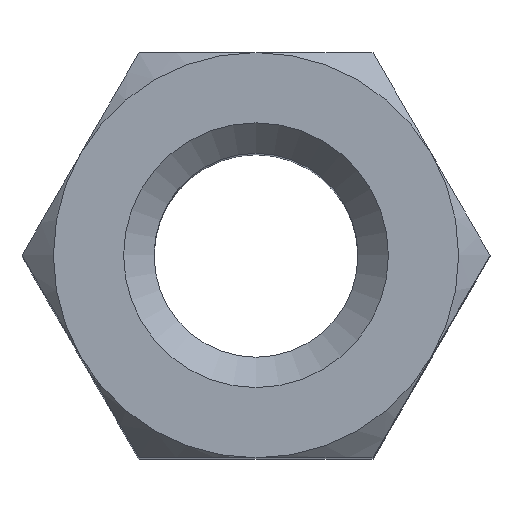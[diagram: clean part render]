
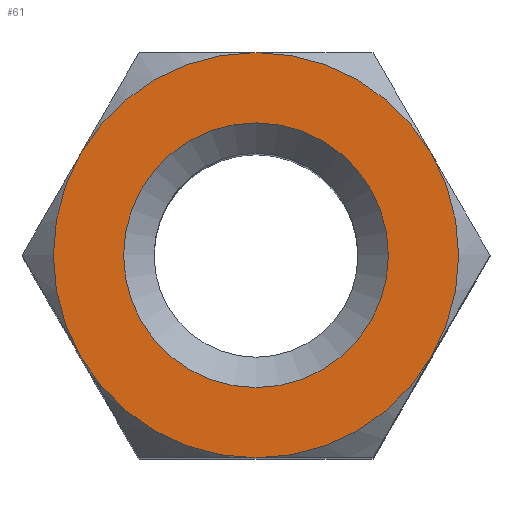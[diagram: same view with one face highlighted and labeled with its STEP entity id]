
A CAD part, top view. The second image highlights one B-rep face of the part: STEP entity #61.
In plain terms, the highlighted planar face has unit normal (0, 0, 1).
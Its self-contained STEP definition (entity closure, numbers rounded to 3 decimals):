
#61 = ADVANCED_FACE( '', ( #131, #132 ), #133, .T. );
#131 = FACE_BOUND( '', #212, .T. );
#132 = FACE_OUTER_BOUND( '', #213, .T. );
#133 = PLANE( '', #214 );
#212 = EDGE_LOOP( '', ( #318 ) );
#213 = EDGE_LOOP( '', ( #319, #320, #321, #322, #323, #324 ) );
#214 = AXIS2_PLACEMENT_3D( '', #325, #326, #327 );
#318 = ORIENTED_EDGE( '', *, *, #479, .T. );
#319 = ORIENTED_EDGE( '', *, *, #461, .F. );
#320 = ORIENTED_EDGE( '', *, *, #480, .F. );
#321 = ORIENTED_EDGE( '', *, *, #468, .F. );
#322 = ORIENTED_EDGE( '', *, *, #481, .T. );
#323 = ORIENTED_EDGE( '', *, *, #450, .F. );
#324 = ORIENTED_EDGE( '', *, *, #482, .F. );
#325 = CARTESIAN_POINT( '', ( 0., 0., 4.5 ) );
#326 = DIRECTION( '', ( 0., 0., 1. ) );
#327 = DIRECTION( '', ( 1., 0., 0. ) );
#450 = EDGE_CURVE( '', #519, #520, #521, .F. );
#461 = EDGE_CURVE( '', #531, #539, #540, .F. );
#468 = EDGE_CURVE( '', #550, #551, #552, .F. );
#479 = EDGE_CURVE( '', #567, #567, #568, .T. );
#480 = EDGE_CURVE( '', #551, #531, #569, .F. );
#481 = EDGE_CURVE( '', #550, #520, #570, .T. );
#482 = EDGE_CURVE( '', #539, #519, #571, .F. );
#519 = VERTEX_POINT( '', #616 );
#520 = VERTEX_POINT( '', #617 );
#521 = CIRCLE( '', #618, 2. );
#531 = VERTEX_POINT( '', #648 );
#539 = VERTEX_POINT( '', #674 );
#540 = CIRCLE( '', #675, 2. );
#550 = VERTEX_POINT( '', #700 );
#551 = VERTEX_POINT( '', #701 );
#552 = CIRCLE( '', #702, 2. );
#567 = VERTEX_POINT( '', #746 );
#568 = CIRCLE( '', #747, 1.307 );
#569 = CIRCLE( '', #748, 2. );
#570 = CIRCLE( '', #749, 2. );
#571 = CIRCLE( '', #750, 2. );
#616 = CARTESIAN_POINT( '', ( -1.732, -1., 4.5 ) );
#617 = CARTESIAN_POINT( '', ( -1.732, 1., 4.5 ) );
#618 = AXIS2_PLACEMENT_3D( '', #854, #855, #856 );
#648 = CARTESIAN_POINT( '', ( 1.732, -1., 4.5 ) );
#674 = CARTESIAN_POINT( '', ( 0., -2., 4.5 ) );
#675 = AXIS2_PLACEMENT_3D( '', #859, #860, #861 );
#700 = CARTESIAN_POINT( '', ( 0., 2., 4.5 ) );
#701 = CARTESIAN_POINT( '', ( 1.732, 1., 4.5 ) );
#702 = AXIS2_PLACEMENT_3D( '', #865, #866, #867 );
#746 = CARTESIAN_POINT( '', ( 0., 1.307, 4.5 ) );
#747 = AXIS2_PLACEMENT_3D( '', #874, #875, #876 );
#748 = AXIS2_PLACEMENT_3D( '', #877, #878, #879 );
#749 = AXIS2_PLACEMENT_3D( '', #880, #881, #882 );
#750 = AXIS2_PLACEMENT_3D( '', #883, #884, #885 );
#854 = CARTESIAN_POINT( '', ( 0., 0., 4.5 ) );
#855 = DIRECTION( '', ( 0., 0., 1. ) );
#856 = DIRECTION( '', ( 1., 0., 0. ) );
#859 = CARTESIAN_POINT( '', ( 0., 0., 4.5 ) );
#860 = DIRECTION( '', ( 0., 0., 1. ) );
#861 = DIRECTION( '', ( 1., 0., 0. ) );
#865 = CARTESIAN_POINT( '', ( 0., 0., 4.5 ) );
#866 = DIRECTION( '', ( 0., 0., 1. ) );
#867 = DIRECTION( '', ( 1., 0., 0. ) );
#874 = CARTESIAN_POINT( '', ( 0., 0., 4.5 ) );
#875 = DIRECTION( '', ( 0., 0., -1. ) );
#876 = DIRECTION( '', ( 0., 1., 0. ) );
#877 = CARTESIAN_POINT( '', ( 0., 0., 4.5 ) );
#878 = DIRECTION( '', ( 0., 0., 1. ) );
#879 = DIRECTION( '', ( 1., 0., 0. ) );
#880 = CARTESIAN_POINT( '', ( 0., 0., 4.5 ) );
#881 = DIRECTION( '', ( 0., 0., 1. ) );
#882 = DIRECTION( '', ( 1., 0., 0. ) );
#883 = CARTESIAN_POINT( '', ( 0., 0., 4.5 ) );
#884 = DIRECTION( '', ( 0., 0., 1. ) );
#885 = DIRECTION( '', ( 1., 0., 0. ) );
